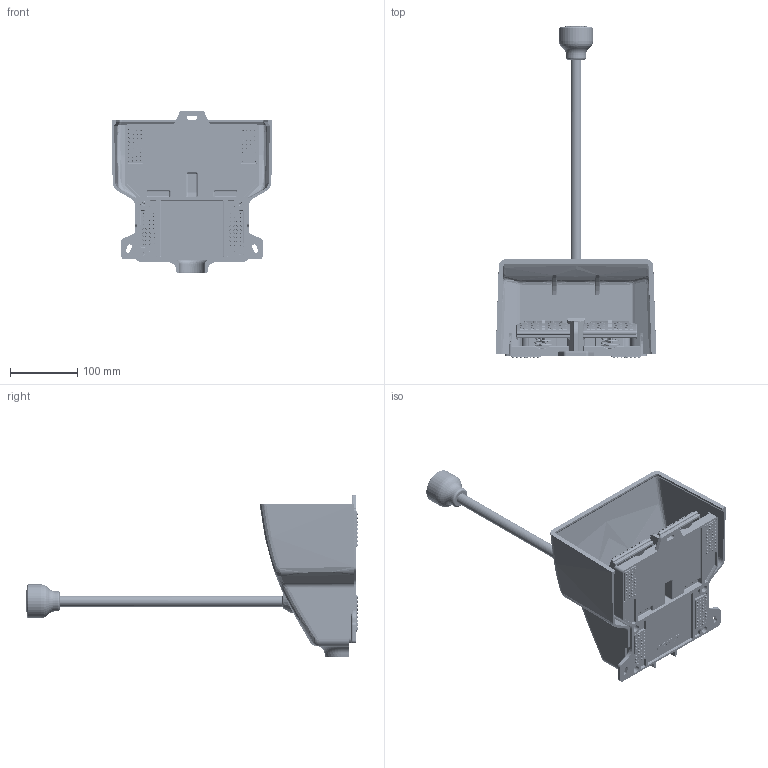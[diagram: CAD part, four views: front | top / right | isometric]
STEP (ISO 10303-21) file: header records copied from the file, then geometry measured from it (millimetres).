
FILE_DESCRIPTION (( 'STEP AP203' ), '1' );
FILE_NAME ('HRF-HD5NX-RC 褐怳羲壽.STEP', '2022-08-30T03:28:01', ( 'Microsoft' ), ( 'Microsoft' ), 'SwSTEP 2.0', 'SolidWorks 2015', '' );
FILE_SCHEMA (( 'CONFIG_CONTROL_DESIGN' ));
Length unit declared in the file: millimetre
Products named in the file (38): 3005008007 HRF-RE 防水橡胶压紧螺母; 3011001126 M4x5肣蹟隊; 3001009023 HRF-HD3 橈埽路啣; 3009001079 HRF-HD3 揤銅; 3002010016 HRF-HD3N 揤盄標; 3004003057 HRF-RE 提杆防水圈; 3011010007 M4黄铜圈; 3004003041 HRF-HD5NX 砎蝶躇猾菜; 3002016029 HRF-HD3 峚雄羲壽盓殤; 3011001119 M3X7十一字槽盘头带弹垫组合螺钉; 3011001253 HRF-RE 内齿垫圈; 3011014017 E型开口挡圈5; 3001023007 HRF-HD5NX 塑料踏板（蓝）; 3002019014 HRF-HD3N 橈埽菜え; 3005006004 HRF-HD3 肣杶; 3011001199 HRF-RE 坶踡蹟譫; 3004003043 O型橡胶圈φ12x0.6; 3001023006 HRF-HD5NX 塑料踏板（黄）; 3002019017 HRF-HD5NX 橈埽菜え; 3002002001 HRF-HD3 奪簽; 3001018031 HRF-RC 忒梟; 3011002010 楊擘攫倰蹟譫M4; 3005002036 HRF-HD5NX 粣; 3012001006 Z15G10B 峚雄羲壽; 3002026009 HRF-HD3 戚菜; 105299006 HRF-RC 枑裝; 3003004011 HRF-HD5NX 菁釱; 3009001078 HRF-HD5NX 粟銅; 3011010005 M4平垫; 3004004017 HRF-HD3 砎蝶躇猾杶; HRF-HD5NX-RC 褐怳羲壽; 3003005026 HRF-HD5NX-RE奻裔; 3004002020 HRF-HD5NX 砎蝶菜; 3011001125 M4x30十一字槽盘头带弹垫组合螺钉; 3005003003 HRF-HD5NX 芢裝; 3005002042 HRF-RC 400枑裝; 3011001130 M5X35十一字槽平头带弹垫组合螺钉; 3011001128 M4x8十一字槽盘头带弹垫组合螺钉
Assembly tree (70 placements, depth 3):
  HRF-HD5NX-RC 褐怳羲壽
    3002010016 HRF-HD3N 揤盄標
    3011001119 M3X7十一字槽盘头带弹垫组合螺钉  x2
    3005006004 HRF-HD3 肣杶  x2
    3002002001 HRF-HD3 奪簽  x2
    3002026009 HRF-HD3 戚菜  x2
    3004004017 HRF-HD3 砎蝶躇猾杶  x2
    3005003003 HRF-HD5NX 芢裝  x2
    3009001079 HRF-HD3 揤銅  x2
    3002016029 HRF-HD3 峚雄羲壽盓殤  x2
    3002019014 HRF-HD3N 橈埽菜え  x2
    3002019017 HRF-HD5NX 橈埽菜え  x2
    3012001006 Z15G10B 峚雄羲壽  x2
    3011010005 M4平垫  x4
    3011001125 M4x30十一字槽盘头带弹垫组合螺钉  x4
    3011001128 M4x8十一字槽盘头带弹垫组合螺钉  x4
    3001009023 HRF-HD3 橈埽路啣  x2
    3004003041 HRF-HD5NX 砎蝶躇猾菜
    3001023007 HRF-HD5NX 塑料踏板（蓝）
    3001023006 HRF-HD5NX 塑料踏板（黄）
    3005002036 HRF-HD5NX 粣  x2
    3009001078 HRF-HD5NX 粟銅  x2
    3004002020 HRF-HD5NX 砎蝶菜  x4
    3011001130 M5X35十一字槽平头带弹垫组合螺钉  x4
    3011001126 M4x5肣蹟隊
    3011010007 M4黄铜圈
    3011014017 E型开口挡圈5  x4
    3004003043 O型橡胶圈φ12x0.6  x2
    3011002010 楊擘攫倰蹟譫M4
    3003004011 HRF-HD5NX 菁釱
    3003005026 HRF-HD5NX-RE奻裔
    105299006 HRF-RC 枑裝
      3005002042 HRF-RC 400枑裝
      3005008007 HRF-RE 防水橡胶压紧螺母
      3004003057 HRF-RE 提杆防水圈
      3011001253 HRF-RE 内齿垫圈
      3011001199 HRF-RE 坶踡蹟譫
      3001018031 HRF-RC 忒梟
Bounding box: 238 x 491.95 x 240.35 mm (x, y, z)
Volume: 1151855.4 mm3; surface area: 595503.9 mm2
Topology: 77 solids, 97 shells, 7008 faces, 17268 edges, 10548 vertices
Faces by surface type: plane 2352, cylinder 2336, bspline 877, torus 727, cone 432, sphere 284
Entity records: 204435 total; most frequent: CARTESIAN_POINT 77789, ORIENTED_EDGE 26104, DIRECTION 25198, EDGE_CURVE 13072, AXIS2_PLACEMENT_3D 9872, VERTEX_POINT 8050, EDGE_LOOP 5746, LINE 5454
